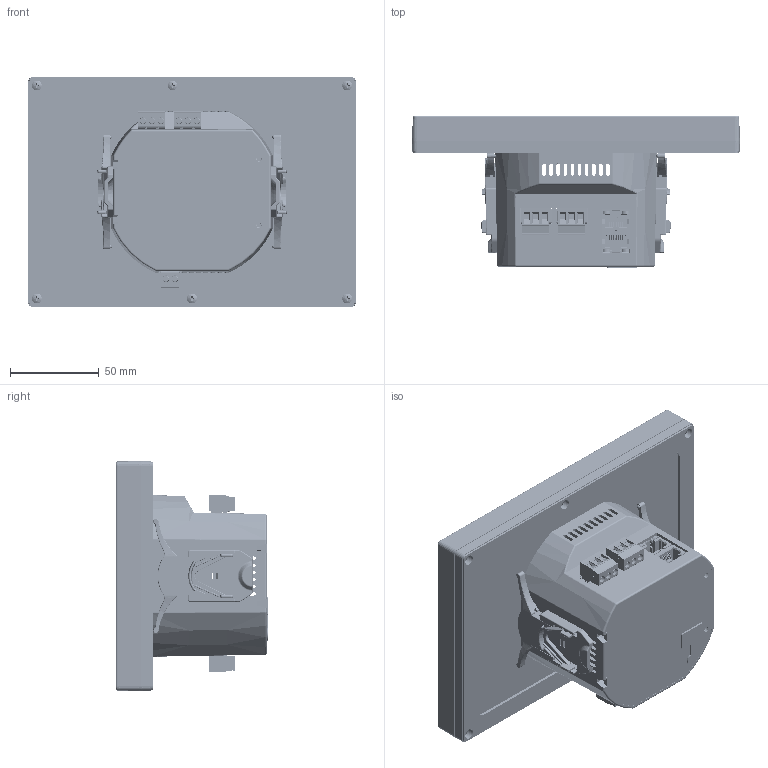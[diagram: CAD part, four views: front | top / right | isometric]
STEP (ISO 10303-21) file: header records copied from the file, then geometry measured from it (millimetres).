
FILE_DESCRIPTION(/* description */ (''),/* implementation_level */ '2;1');
FILE_NAME(/* name */ 'AcuHMI_customer version.step',/* time_stamp */ '2025-11-19T15:00:13-05:00',/* author */ (''),/* organization */ (''),/* preprocessor_version */ 'ST-DEVELOPER v20.1',/* originating_system */ 'Autodesk Translation Framework v14.17.0.0',/* authorisation */ '');
FILE_SCHEMA (('AUTOMOTIVE_DESIGN { 1 0 10303 214 3 1 1 }'));
Products named in the file (22): ZP-HMI_ASM; SK; 420000; XK; MFQ; PRT0714; PRT0713; LMOMU-M3-9; KAZI_ASM; KZIZUO; KAZI; M3X6; DIAN; ASM1728_ASM; ASM1729_ASM; PRT3802; PRT4201; PRT4438; PRT4534; PRT4600; SCREW3-7; SAI
Assembly tree (42 placements, depth 4):
  ZP-HMI_ASM
    SK
    420000
    XK
    MFQ
    PRT0713  x2
    PRT0714
    LMOMU-M3-9  x12
    M3X6  x8
    KAZI_ASM  x2
      KZIZUO
      KAZI
    DIAN
    ASM1728_ASM
      ASM1729_ASM
        PRT3802
        PRT4201
        PRT4438
        PRT4534
        PRT4600
    SCREW3-7  x2
    SAI
Bounding box: 184.5 x 85.8 x 129.5 mm (x, y, z)
Volume: 344976.4 mm3; surface area: 270600 mm2
Topology: 40 solids, 46 shells, 9363 faces, 26378 edges, 17265 vertices
Faces by surface type: plane 6610, cylinder 1719, cone 461, bspline 378, torus 143, sphere 52
Full cylindrical faces by diameter (mm): 1.4 x8, 2 x6, 2.6 x236, 2.8 x1, 3 x376, 3.2 x6, 3.95 x8, 4.3 x28, 5 x2, 5.6 x8, 5.8 x1, 5.9 x12
Entity records: 252803 total; most frequent: CARTESIAN_POINT 64211, ORIENTED_EDGE 40750, DIRECTION 36548, EDGE_CURVE 20375, LINE 17010, VECTOR 17010, VERTEX_POINT 13358, AXIS2_PLACEMENT_3D 9769
